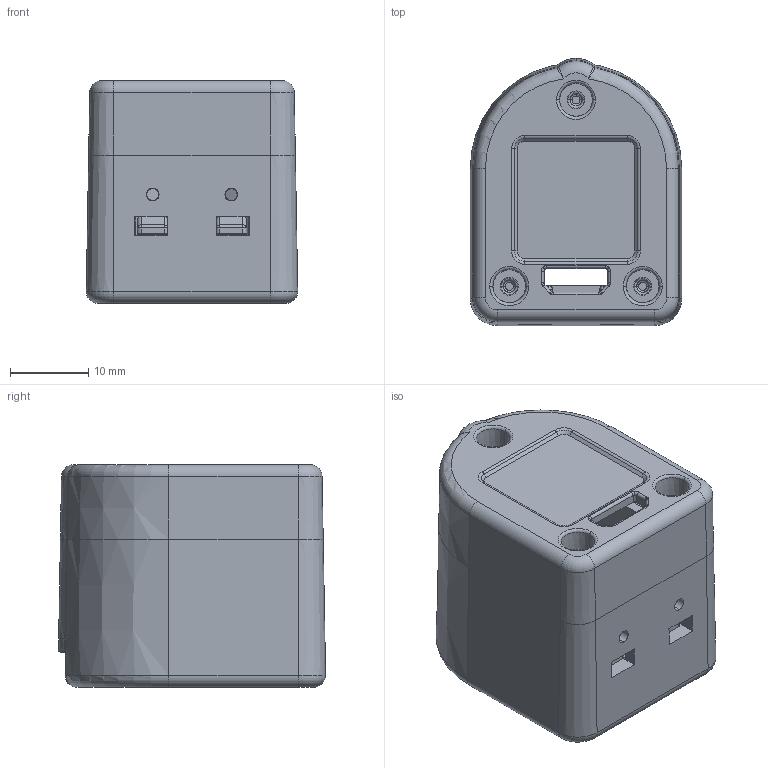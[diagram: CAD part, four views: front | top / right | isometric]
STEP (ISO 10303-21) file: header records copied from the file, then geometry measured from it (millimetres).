
FILE_DESCRIPTION (( 'STEP AP203' ), '1' );
FILE_NAME ('EnclosureAssy_IM_Final.STEP', '2021-08-11T00:52:45', ( '' ), ( '' ), 'SwSTEP 2.0', 'SolidWorks 2020', '' );
FILE_SCHEMA (( 'CONFIG_CONTROL_DESIGN' ));
Length unit declared in the file: millimetre
Products named in the file (4): EnclosureAssy_IM_Final; BackREDO_copy; acrylicwindowREDO_rev2_copy; CenterREDO_copy
Assembly tree (3 placements, depth 2):
  EnclosureAssy_IM_Final
    CenterREDO_copy
    BackREDO_copy
    acrylicwindowREDO_rev2_copy
Bounding box: 26.95 x 34.04 x 28.35 mm (x, y, z)
Volume: 7783.7 mm3; surface area: 10049.9 mm2
Topology: 3 solids, 5 shells, 666 faces, 1622 edges, 949 vertices
Faces by surface type: plane 158, bspline 133, cone 122, cylinder 119, torus 96, sphere 38
Entity records: 23659 total; most frequent: CARTESIAN_POINT 8865, ORIENTED_EDGE 3198, DIRECTION 2835, EDGE_CURVE 1599, AXIS2_PLACEMENT_3D 1158, VERTEX_POINT 949, EDGE_LOOP 700, ADVANCED_FACE 666
